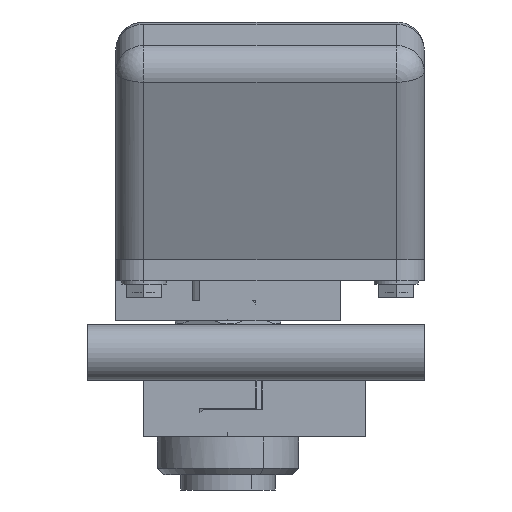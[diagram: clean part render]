
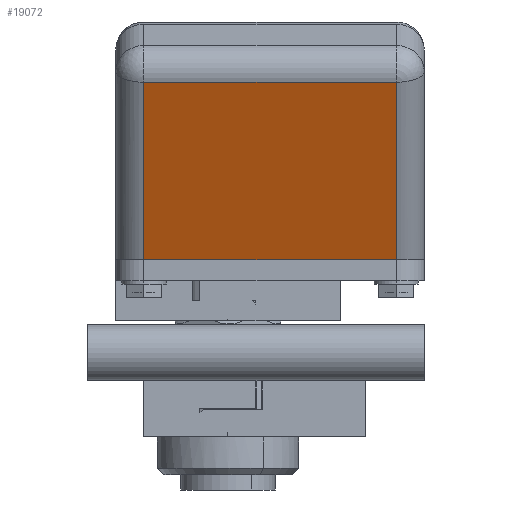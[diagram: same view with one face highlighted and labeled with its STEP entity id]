
A CAD part, left-side view. The second image highlights one B-rep face of the part: STEP entity #19072.
In plain terms, the highlighted planar face has unit normal (-0.924, 0, -0.383).
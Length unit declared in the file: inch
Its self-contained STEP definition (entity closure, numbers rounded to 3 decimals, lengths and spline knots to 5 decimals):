
#3505=DIRECTION('',(0.,1.,0.));
#3506=VECTOR('',#3505,2.25);
#3507=CARTESIAN_POINT('',(-4.38408,0.25,2.66216));
#3508=LINE('',#3507,#3506);
#3524=DIRECTION('',(-0.383,0.,0.924));
#3525=VECTOR('',#3524,1.71079);
#3526=CARTESIAN_POINT('',(-3.72939,0.25,1.0816));
#3527=LINE('',#3526,#3525);
#3528=CARTESIAN_POINT('',(-3.72939,0.25,1.0816));
#3551=DIRECTION('',(0.,1.,0.));
#3552=VECTOR('',#3551,2.25);
#3553=CARTESIAN_POINT('',(-3.72939,0.25,1.0816));
#3554=LINE('',#3553,#3552);
#3568=DIRECTION('',(0.383,0.,-0.924));
#3569=VECTOR('',#3568,1.71079);
#3570=CARTESIAN_POINT('',(-4.38408,2.5,2.66216));
#3571=LINE('',#3570,#3569);
#11629=CARTESIAN_POINT('',(-4.38408,0.25,2.66216));
#11630=VERTEX_POINT('',#11629);
#11631=CARTESIAN_POINT('',(-4.38408,2.5,2.66216));
#11632=VERTEX_POINT('',#11631);
#11633=VERTEX_POINT('',#3528);
#11634=CARTESIAN_POINT('',(-3.72939,2.5,1.0816));
#11635=VERTEX_POINT('',#11634);
#19060=CARTESIAN_POINT('',(-3.57088,2.75,0.69892));
#19061=DIRECTION('',(-0.924,0.,-0.383));
#19062=DIRECTION('',(0.,-1.,0.));
#19063=AXIS2_PLACEMENT_3D('',#19060,#19061,#19062);
#19064=PLANE('',#19063);
#19065=ORIENTED_EDGE('',*,*,#19044,.T.);
#19067=ORIENTED_EDGE('',*,*,#19066,.F.);
#19068=ORIENTED_EDGE('',*,*,#18985,.F.);
#19069=ORIENTED_EDGE('',*,*,#19025,.F.);
#19070=EDGE_LOOP('',(#19065,#19067,#19068,#19069));
#19071=FACE_OUTER_BOUND('',#19070,.F.);
#18985=EDGE_CURVE('',#11630,#11632,#3508,.T.);
#19025=EDGE_CURVE('',#11633,#11630,#3527,.T.);
#19044=EDGE_CURVE('',#11633,#11635,#3554,.T.);
#19066=EDGE_CURVE('',#11632,#11635,#3571,.T.);
#19072=ADVANCED_FACE('',(#19071),#19064,.T.);
